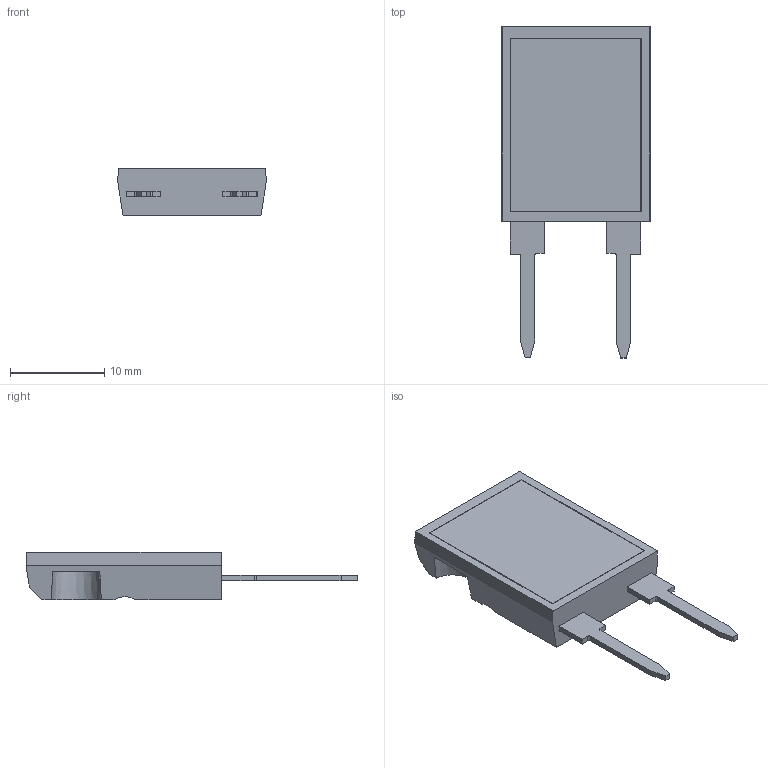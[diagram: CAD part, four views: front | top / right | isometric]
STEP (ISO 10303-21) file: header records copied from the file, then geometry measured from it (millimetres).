
FILE_DESCRIPTION(/* description */ ('Unknown'),/* implementation_level */ '2;1');
FILE_NAME(/* name */ 'LTO150 ',/* time_stamp */ '2018-03-05T15:30:49+01:00',/* author */ ('Unknown'),/* organization */ ('Unknown'),/* preprocessor_version */ 'ST-DEVELOPER v16.7',/* originating_system */ 'DEX',/* authorisation */ $);
FILE_SCHEMA (('AUTOMOTIVE_DESIGN {1 0 10303 214 3 1 1}'));
Length unit declared in the file: millimetre
Products named in the file (4): LTO150 STEP; ceramique LTO150; moulage LTO150; sorties LTO150 STEP
Assembly tree (3 placements, depth 2):
  LTO150 STEP
    ceramique LTO150
    moulage LTO150
    sorties LTO150 STEP
Bounding box: 15.76 x 35.2 x 5.01 mm (x, y, z)
Volume: 1530.7 mm3; surface area: 1822 mm2
Topology: 4 solids, 4 shells, 142 faces, 361 edges, 240 vertices
Faces by surface type: plane 112, bspline 15, cylinder 13, cone 2
Entity records: 4734 total; most frequent: CARTESIAN_POINT 1332, ORIENTED_EDGE 714, DIRECTION 601, EDGE_CURVE 357, VERTEX_POINT 240, LINE 239, VECTOR 239, AXIS2_PLACEMENT_3D 181
